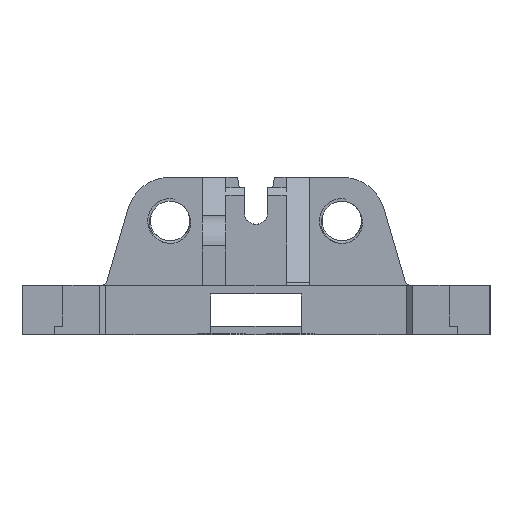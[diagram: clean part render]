
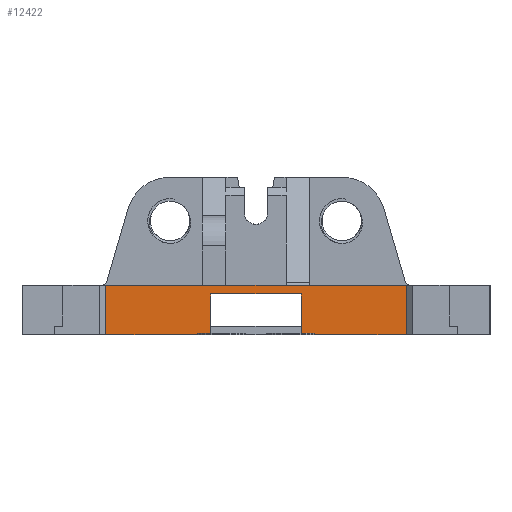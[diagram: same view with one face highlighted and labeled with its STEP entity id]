
A CAD part, front view. The second image highlights one B-rep face of the part: STEP entity #12422.
In plain terms, the highlighted face is planar.
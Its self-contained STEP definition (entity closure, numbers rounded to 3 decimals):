
#62 = LINE ( 'NONE', #6582, #431 ) ;
#102 = VECTOR ( 'NONE', #14398, 1000. ) ;
#431 = VECTOR ( 'NONE', #15047, 1000. ) ;
#553 = ORIENTED_EDGE ( 'NONE', *, *, #7920, .F. ) ;
#831 = LINE ( 'NONE', #7185, #5633 ) ;
#845 = ORIENTED_EDGE ( 'NONE', *, *, #14971, .T. ) ;
#955 = ORIENTED_EDGE ( 'NONE', *, *, #14721, .F. ) ;
#1432 = DIRECTION ( 'NONE',  ( 0., 0., 1. ) ) ;
#1518 = VERTEX_POINT ( 'NONE', #9093 ) ;
#1623 = CARTESIAN_POINT ( 'NONE',  ( 112.166, 5., -9.5 ) ) ;
#1749 = AXIS2_PLACEMENT_3D ( 'NONE', #5989, #15854, #12163 ) ;
#1780 = DIRECTION ( 'NONE',  ( 0., -1., 0. ) ) ;
#2017 = LINE ( 'NONE', #11528, #5084 ) ;
#2207 = EDGE_CURVE ( 'NONE', #8393, #3917, #62, .T. ) ;
#2439 = DIRECTION ( 'NONE',  ( 0., 0., -1. ) ) ;
#2798 = VECTOR ( 'NONE', #4926, 1000. ) ;
#2811 = ORIENTED_EDGE ( 'NONE', *, *, #10801, .T. ) ;
#2843 = CARTESIAN_POINT ( 'NONE',  ( 112.166, 53.601, -0.4 ) ) ;
#2952 = LINE ( 'NONE', #1623, #15592 ) ;
#2965 = FACE_OUTER_BOUND ( 'NONE', #11249, .T. ) ;
#3007 = VERTEX_POINT ( 'NONE', #14653 ) ;
#3018 = EDGE_CURVE ( 'NONE', #1518, #10628, #9086, .T. ) ;
#3340 = EDGE_CURVE ( 'NONE', #3917, #11005, #2952, .T. ) ;
#3746 = DIRECTION ( 'NONE',  ( 0., 1., 0. ) ) ;
#3917 = VERTEX_POINT ( 'NONE', #4128 ) ;
#4026 = EDGE_CURVE ( 'NONE', #8393, #11468, #12510, .T. ) ;
#4128 = CARTESIAN_POINT ( 'NONE',  ( 112.166, 50.5, -9.5 ) ) ;
#4416 = VERTEX_POINT ( 'NONE', #9665 ) ;
#4460 = CARTESIAN_POINT ( 'NONE',  ( 112.166, 53.601, -0.4 ) ) ;
#4797 = EDGE_CURVE ( 'NONE', #10628, #12650, #5772, .T. ) ;
#4851 = ORIENTED_EDGE ( 'NONE', *, *, #8465, .F. ) ;
#4868 = VECTOR ( 'NONE', #2439, 1000. ) ;
#4926 = DIRECTION ( 'NONE',  ( 0., 1., 0. ) ) ;
#5084 = VECTOR ( 'NONE', #10169, 1000. ) ;
#5340 = CARTESIAN_POINT ( 'NONE',  ( 112.166, 29.5, -9.5 ) ) ;
#5633 = VECTOR ( 'NONE', #14605, 1000. ) ;
#5725 = CARTESIAN_POINT ( 'NONE',  ( 112.166, 5., -0.4 ) ) ;
#5772 = LINE ( 'NONE', #9613, #11933 ) ;
#5989 = CARTESIAN_POINT ( 'NONE',  ( 112.166, 5., -7.5 ) ) ;
#6232 = LINE ( 'NONE', #14895, #12756 ) ;
#6281 = ORIENTED_EDGE ( 'NONE', *, *, #2207, .F. ) ;
#6452 = CARTESIAN_POINT ( 'NONE',  ( 112.166, 50.5, -0.4 ) ) ;
#6582 = CARTESIAN_POINT ( 'NONE',  ( 112.166, 50.5, -7.5 ) ) ;
#6946 = DIRECTION ( 'NONE',  ( 0., 0., 1. ) ) ;
#7185 = CARTESIAN_POINT ( 'NONE',  ( 112.166, 5., 0. ) ) ;
#7565 = CARTESIAN_POINT ( 'NONE',  ( 112.166, 26.399, -0.4 ) ) ;
#7594 = CARTESIAN_POINT ( 'NONE',  ( 112.166, 53.601, 0. ) ) ;
#7920 = EDGE_CURVE ( 'NONE', #12557, #11468, #12977, .T. ) ;
#7994 = ORIENTED_EDGE ( 'NONE', *, *, #4797, .F. ) ;
#8393 = VERTEX_POINT ( 'NONE', #6452 ) ;
#8465 = EDGE_CURVE ( 'NONE', #15695, #1518, #831, .T. ) ;
#8554 = VECTOR ( 'NONE', #6946, 1000. ) ;
#9086 = LINE ( 'NONE', #14501, #4868 ) ;
#9093 = CARTESIAN_POINT ( 'NONE',  ( 112.166, 5., 0. ) ) ;
#9413 = VECTOR ( 'NONE', #14217, 1000. ) ;
#9486 = LINE ( 'NONE', #12275, #2798 ) ;
#9613 = CARTESIAN_POINT ( 'NONE',  ( 112.166, 5., -11.5 ) ) ;
#9642 = ORIENTED_EDGE ( 'NONE', *, *, #4026, .T. ) ;
#9665 = CARTESIAN_POINT ( 'NONE',  ( 112.166, 26.399, -0.4 ) ) ;
#10169 = DIRECTION ( 'NONE',  ( 0., 0., -1. ) ) ;
#10628 = VERTEX_POINT ( 'NONE', #10640 ) ;
#10640 = CARTESIAN_POINT ( 'NONE',  ( 112.166, 5., -11.5 ) ) ;
#10801 = EDGE_CURVE ( 'NONE', #12557, #3007, #15260, .T. ) ;
#10860 = EDGE_CURVE ( 'NONE', #11005, #14145, #6232, .T. ) ;
#10942 = DIRECTION ( 'NONE',  ( 0., 1., 0. ) ) ;
#11005 = VERTEX_POINT ( 'NONE', #5340 ) ;
#11030 = EDGE_CURVE ( 'NONE', #3007, #12650, #2017, .T. ) ;
#11062 = ORIENTED_EDGE ( 'NONE', *, *, #3018, .F. ) ;
#11249 = EDGE_LOOP ( 'NONE', ( #553, #2811, #14444, #7994, #11062, #4851, #955, #845, #15219, #12505, #6281, #9642 ) ) ;
#11468 = VERTEX_POINT ( 'NONE', #2843 ) ;
#11528 = CARTESIAN_POINT ( 'NONE',  ( 112.166, 75., -7.5 ) ) ;
#11933 = VECTOR ( 'NONE', #10942, 1000. ) ;
#12013 = VECTOR ( 'NONE', #3746, 1000. ) ;
#12163 = DIRECTION ( 'NONE',  ( 0., 0., 1. ) ) ;
#12275 = CARTESIAN_POINT ( 'NONE',  ( 112.166, 5., -0.4 ) ) ;
#12422 = ADVANCED_FACE ( 'NONE', ( #2965 ), #14534, .T. ) ;
#12505 = ORIENTED_EDGE ( 'NONE', *, *, #3340, .F. ) ;
#12510 = LINE ( 'NONE', #5725, #9413 ) ;
#12517 = CARTESIAN_POINT ( 'NONE',  ( 112.166, 75., -11.5 ) ) ;
#12557 = VERTEX_POINT ( 'NONE', #7594 ) ;
#12650 = VERTEX_POINT ( 'NONE', #12517 ) ;
#12756 = VECTOR ( 'NONE', #1432, 1000. ) ;
#12977 = LINE ( 'NONE', #4460, #102 ) ;
#14031 = CARTESIAN_POINT ( 'NONE',  ( 112.166, 29.5, -0.4 ) ) ;
#14145 = VERTEX_POINT ( 'NONE', #14031 ) ;
#14217 = DIRECTION ( 'NONE',  ( 0., 1., 0. ) ) ;
#14398 = DIRECTION ( 'NONE',  ( 0., 0., -1. ) ) ;
#14444 = ORIENTED_EDGE ( 'NONE', *, *, #11030, .T. ) ;
#14501 = CARTESIAN_POINT ( 'NONE',  ( 112.166, 5., -7.5 ) ) ;
#14534 = PLANE ( 'NONE',  #1749 ) ;
#14605 = DIRECTION ( 'NONE',  ( 0., -1., 0. ) ) ;
#14653 = CARTESIAN_POINT ( 'NONE',  ( 112.166, 75., 0. ) ) ;
#14721 = EDGE_CURVE ( 'NONE', #4416, #15695, #15845, .T. ) ;
#14751 = CARTESIAN_POINT ( 'NONE',  ( 112.166, 75., 0. ) ) ;
#14895 = CARTESIAN_POINT ( 'NONE',  ( 112.166, 29.5, -7.5 ) ) ;
#14971 = EDGE_CURVE ( 'NONE', #4416, #14145, #9486, .T. ) ;
#15047 = DIRECTION ( 'NONE',  ( 0., 0., -1. ) ) ;
#15219 = ORIENTED_EDGE ( 'NONE', *, *, #10860, .F. ) ;
#15260 = LINE ( 'NONE', #14751, #12013 ) ;
#15592 = VECTOR ( 'NONE', #1780, 1000. ) ;
#15695 = VERTEX_POINT ( 'NONE', #15912 ) ;
#15845 = LINE ( 'NONE', #7565, #8554 ) ;
#15854 = DIRECTION ( 'NONE',  ( -1., 0., 0. ) ) ;
#15912 = CARTESIAN_POINT ( 'NONE',  ( 112.166, 26.399, 0. ) ) ;
